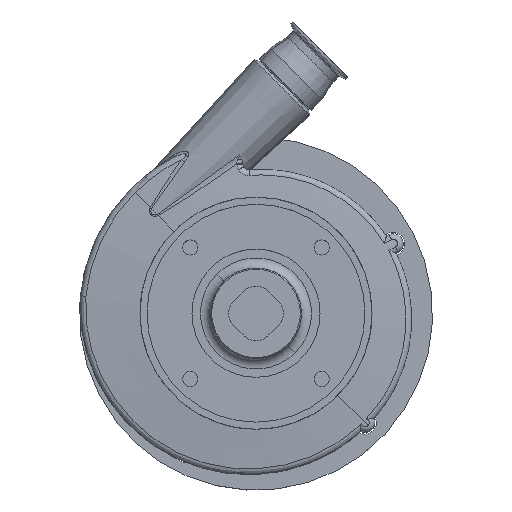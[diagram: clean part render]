
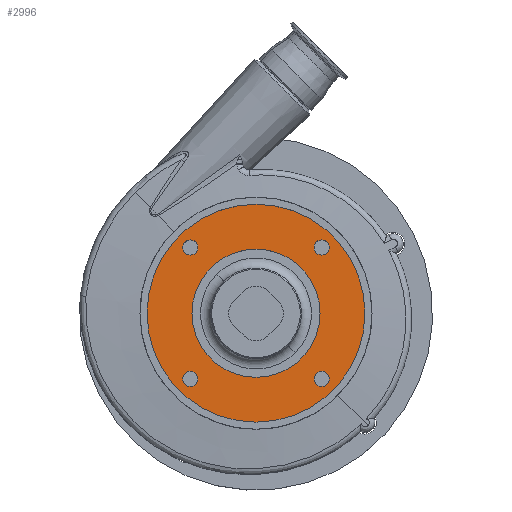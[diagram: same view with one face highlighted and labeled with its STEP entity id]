
A CAD part, top view. The second image highlights one B-rep face of the part: STEP entity #2996.
In plain terms, the highlighted planar face has unit normal (0, 0, 1).
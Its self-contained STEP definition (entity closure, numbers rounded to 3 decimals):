
#173 = VERTEX_POINT ( 'NONE', #11638 ) ;
#182 = ORIENTED_EDGE ( 'NONE', *, *, #12375, .T. ) ;
#539 = ORIENTED_EDGE ( 'NONE', *, *, #6749, .T. ) ;
#628 = DIRECTION ( 'NONE',  ( 1., 0., 0. ) ) ;
#650 = CARTESIAN_POINT ( 'NONE',  ( 72.607, -65.107, 205.5 ) ) ;
#685 = DIRECTION ( 'NONE',  ( 1., 0., 0. ) ) ;
#849 = CIRCLE ( 'NONE', #7039, 7.5 ) ;
#922 = FACE_OUTER_BOUND ( 'NONE', #4624, .T. ) ;
#1119 = EDGE_LOOP ( 'NONE', ( #6933, #14175 ) ) ;
#1253 = VERTEX_POINT ( 'NONE', #7916 ) ;
#1284 = CARTESIAN_POINT ( 'NONE',  ( 65.107, 65.107, 205.5 ) ) ;
#1604 = CARTESIAN_POINT ( 'NONE',  ( 57.607, -65.107, 205.5 ) ) ;
#1730 = CARTESIAN_POINT ( 'NONE',  ( 0., 0., 205.5 ) ) ;
#1818 = VERTEX_POINT ( 'NONE', #14644 ) ;
#1913 = CARTESIAN_POINT ( 'NONE',  ( 72.607, 65.107, 205.5 ) ) ;
#2022 = FACE_BOUND ( 'NONE', #13688, .T. ) ;
#2100 = EDGE_CURVE ( 'NONE', #5688, #7909, #8745, .T. ) ;
#2242 = DIRECTION ( 'NONE',  ( 0., 0., -1. ) ) ;
#2312 = AXIS2_PLACEMENT_3D ( 'NONE', #2742, #12012, #4039 ) ;
#2674 = DIRECTION ( 'NONE',  ( 1., 0., 0. ) ) ;
#2730 = ORIENTED_EDGE ( 'NONE', *, *, #6756, .T. ) ;
#2742 = CARTESIAN_POINT ( 'NONE',  ( 65.107, -65.107, 205.5 ) ) ;
#2779 = ORIENTED_EDGE ( 'NONE', *, *, #3464, .T. ) ;
#2944 = CIRCLE ( 'NONE', #12014, 63.5 ) ;
#2948 = EDGE_LOOP ( 'NONE', ( #2730, #8573 ) ) ;
#2963 = AXIS2_PLACEMENT_3D ( 'NONE', #3782, #13763, #7201 ) ;
#2996 = ADVANCED_FACE ( 'NONE', ( #2022, #11131, #922, #14335, #8520, #7406 ), #11970, .T. ) ;
#3238 = EDGE_LOOP ( 'NONE', ( #13991, #4856 ) ) ;
#3377 = CARTESIAN_POINT ( 'NONE',  ( -65.107, -65.107, 205.5 ) ) ;
#3432 = CIRCLE ( 'NONE', #4412, 7.5 ) ;
#3457 = CIRCLE ( 'NONE', #11799, 63.5 ) ;
#3464 = EDGE_CURVE ( 'NONE', #9331, #7168, #7364, .T. ) ;
#3581 = VERTEX_POINT ( 'NONE', #3858 ) ;
#3685 = AXIS2_PLACEMENT_3D ( 'NONE', #7391, #14249, #2674 ) ;
#3782 = CARTESIAN_POINT ( 'NONE',  ( -65.107, 65.107, 205.5 ) ) ;
#3858 = CARTESIAN_POINT ( 'NONE',  ( -57.607, -65.107, 205.5 ) ) ;
#4039 = DIRECTION ( 'NONE',  ( 1., 0., 0. ) ) ;
#4091 = VERTEX_POINT ( 'NONE', #11813 ) ;
#4390 = DIRECTION ( 'NONE',  ( 0., 0., -1. ) ) ;
#4412 = AXIS2_PLACEMENT_3D ( 'NONE', #13399, #4390, #14579 ) ;
#4619 = DIRECTION ( 'NONE',  ( 1., 0., 0. ) ) ;
#4624 = EDGE_LOOP ( 'NONE', ( #182, #539 ) ) ;
#4856 = ORIENTED_EDGE ( 'NONE', *, *, #9714, .T. ) ;
#5108 = VERTEX_POINT ( 'NONE', #6181 ) ;
#5247 = DIRECTION ( 'NONE',  ( 0., 0., 1. ) ) ;
#5688 = VERTEX_POINT ( 'NONE', #1604 ) ;
#6162 = DIRECTION ( 'NONE',  ( 0., 0., -1. ) ) ;
#6181 = CARTESIAN_POINT ( 'NONE',  ( -72.607, -65.107, 205.5 ) ) ;
#6298 = DIRECTION ( 'NONE',  ( 0., 0., 1. ) ) ;
#6749 = EDGE_CURVE ( 'NONE', #12218, #173, #7954, .T. ) ;
#6756 = EDGE_CURVE ( 'NONE', #1253, #4091, #6781, .T. ) ;
#6781 = CIRCLE ( 'NONE', #2963, 7.5 ) ;
#6792 = CARTESIAN_POINT ( 'NONE',  ( -108., 0., 205.5 ) ) ;
#6805 = CIRCLE ( 'NONE', #11545, 7.5 ) ;
#6837 = DIRECTION ( 'NONE',  ( 0., 0., 1. ) ) ;
#6933 = ORIENTED_EDGE ( 'NONE', *, *, #13259, .T. ) ;
#6964 = DIRECTION ( 'NONE',  ( 1., 0., 0. ) ) ;
#7039 = AXIS2_PLACEMENT_3D ( 'NONE', #14034, #6162, #8060 ) ;
#7168 = VERTEX_POINT ( 'NONE', #7336 ) ;
#7201 = DIRECTION ( 'NONE',  ( 1., 0., 0. ) ) ;
#7310 = CIRCLE ( 'NONE', #8492, 7.5 ) ;
#7336 = CARTESIAN_POINT ( 'NONE',  ( 57.607, 65.107, 205.5 ) ) ;
#7364 = CIRCLE ( 'NONE', #11899, 7.5 ) ;
#7391 = CARTESIAN_POINT ( 'NONE',  ( -65.107, -65.107, 205.5 ) ) ;
#7406 = FACE_BOUND ( 'NONE', #1119, .T. ) ;
#7535 = EDGE_CURVE ( 'NONE', #13663, #1818, #3457, .T. ) ;
#7605 = DIRECTION ( 'NONE',  ( 0., 0., -1. ) ) ;
#7629 = ORIENTED_EDGE ( 'NONE', *, *, #2100, .T. ) ;
#7694 = DIRECTION ( 'NONE',  ( 0., 0., -1. ) ) ;
#7909 = VERTEX_POINT ( 'NONE', #650 ) ;
#7916 = CARTESIAN_POINT ( 'NONE',  ( -57.607, 65.107, 205.5 ) ) ;
#7936 = CARTESIAN_POINT ( 'NONE',  ( 0., 0., 205.5 ) ) ;
#7954 = CIRCLE ( 'NONE', #9154, 108. ) ;
#8060 = DIRECTION ( 'NONE',  ( 1., 0., 0. ) ) ;
#8492 = AXIS2_PLACEMENT_3D ( 'NONE', #11342, #7694, #10229 ) ;
#8498 = EDGE_CURVE ( 'NONE', #3581, #5108, #13447, .T. ) ;
#8520 = FACE_BOUND ( 'NONE', #12681, .T. ) ;
#8573 = ORIENTED_EDGE ( 'NONE', *, *, #14259, .T. ) ;
#8745 = CIRCLE ( 'NONE', #2312, 7.5 ) ;
#8835 = ORIENTED_EDGE ( 'NONE', *, *, #10748, .T. ) ;
#9154 = AXIS2_PLACEMENT_3D ( 'NONE', #7936, #6837, #4619 ) ;
#9331 = VERTEX_POINT ( 'NONE', #1913 ) ;
#9630 = AXIS2_PLACEMENT_3D ( 'NONE', #13128, #5247, #14316 ) ;
#9714 = EDGE_CURVE ( 'NONE', #5108, #3581, #6805, .T. ) ;
#9877 = CIRCLE ( 'NONE', #9630, 108. ) ;
#9989 = CARTESIAN_POINT ( 'NONE',  ( 0., 0., 205.5 ) ) ;
#10229 = DIRECTION ( 'NONE',  ( 1., 0., 0. ) ) ;
#10734 = CARTESIAN_POINT ( 'NONE',  ( 0., 0., 205.5 ) ) ;
#10748 = EDGE_CURVE ( 'NONE', #7909, #5688, #7310, .T. ) ;
#10991 = DIRECTION ( 'NONE',  ( 1., 0., 0. ) ) ;
#11016 = DIRECTION ( 'NONE',  ( 1., 0., 0. ) ) ;
#11053 = ORIENTED_EDGE ( 'NONE', *, *, #12004, .T. ) ;
#11131 = FACE_BOUND ( 'NONE', #3238, .T. ) ;
#11280 = DIRECTION ( 'NONE',  ( 0., 0., -1. ) ) ;
#11342 = CARTESIAN_POINT ( 'NONE',  ( 65.107, -65.107, 205.5 ) ) ;
#11545 = AXIS2_PLACEMENT_3D ( 'NONE', #3377, #2242, #10991 ) ;
#11638 = CARTESIAN_POINT ( 'NONE',  ( 108., 0., 205.5 ) ) ;
#11799 = AXIS2_PLACEMENT_3D ( 'NONE', #9989, #7605, #685 ) ;
#11813 = CARTESIAN_POINT ( 'NONE',  ( -72.607, 65.107, 205.5 ) ) ;
#11875 = AXIS2_PLACEMENT_3D ( 'NONE', #1730, #6298, #628 ) ;
#11899 = AXIS2_PLACEMENT_3D ( 'NONE', #1284, #11280, #6964 ) ;
#11970 = PLANE ( 'NONE',  #11875 ) ;
#12004 = EDGE_CURVE ( 'NONE', #7168, #9331, #3432, .T. ) ;
#12012 = DIRECTION ( 'NONE',  ( 0., 0., -1. ) ) ;
#12014 = AXIS2_PLACEMENT_3D ( 'NONE', #10734, #13040, #11016 ) ;
#12218 = VERTEX_POINT ( 'NONE', #6792 ) ;
#12375 = EDGE_CURVE ( 'NONE', #173, #12218, #9877, .T. ) ;
#12402 = CARTESIAN_POINT ( 'NONE',  ( 63.5, 0., 205.5 ) ) ;
#12681 = EDGE_LOOP ( 'NONE', ( #8835, #7629 ) ) ;
#13040 = DIRECTION ( 'NONE',  ( 0., 0., -1. ) ) ;
#13128 = CARTESIAN_POINT ( 'NONE',  ( 0., 0., 205.5 ) ) ;
#13259 = EDGE_CURVE ( 'NONE', #1818, #13663, #2944, .T. ) ;
#13399 = CARTESIAN_POINT ( 'NONE',  ( 65.107, 65.107, 205.5 ) ) ;
#13447 = CIRCLE ( 'NONE', #3685, 7.5 ) ;
#13663 = VERTEX_POINT ( 'NONE', #12402 ) ;
#13688 = EDGE_LOOP ( 'NONE', ( #2779, #11053 ) ) ;
#13763 = DIRECTION ( 'NONE',  ( 0., 0., -1. ) ) ;
#13991 = ORIENTED_EDGE ( 'NONE', *, *, #8498, .T. ) ;
#14034 = CARTESIAN_POINT ( 'NONE',  ( -65.107, 65.107, 205.5 ) ) ;
#14175 = ORIENTED_EDGE ( 'NONE', *, *, #7535, .T. ) ;
#14249 = DIRECTION ( 'NONE',  ( 0., 0., -1. ) ) ;
#14259 = EDGE_CURVE ( 'NONE', #4091, #1253, #849, .T. ) ;
#14316 = DIRECTION ( 'NONE',  ( 1., 0., 0. ) ) ;
#14335 = FACE_BOUND ( 'NONE', #2948, .T. ) ;
#14579 = DIRECTION ( 'NONE',  ( 1., 0., 0. ) ) ;
#14644 = CARTESIAN_POINT ( 'NONE',  ( -63.5, 0., 205.5 ) ) ;
